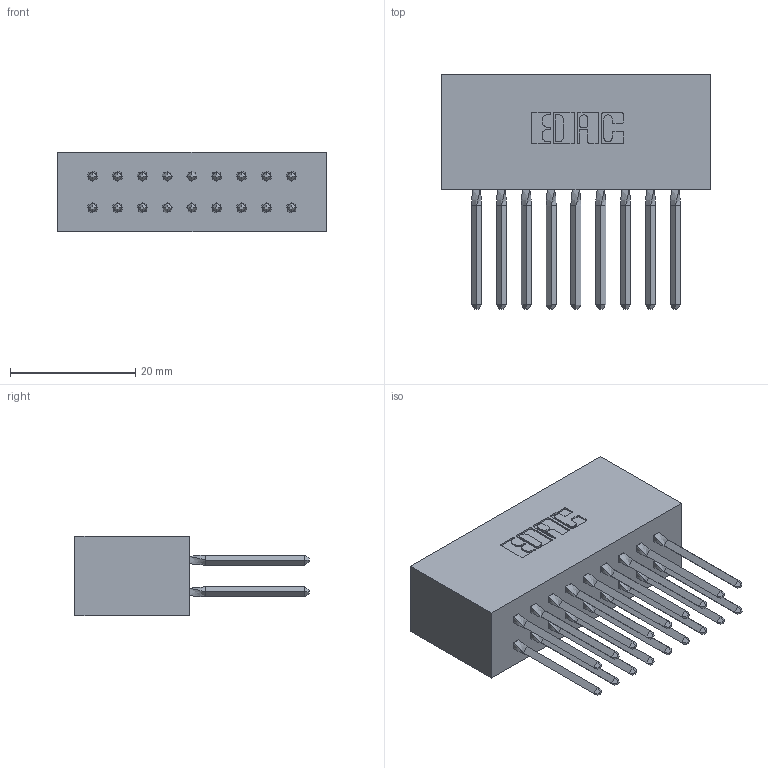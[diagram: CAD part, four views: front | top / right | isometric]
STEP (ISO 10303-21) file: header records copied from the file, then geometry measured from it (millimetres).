
FILE_DESCRIPTION (( 'STEP AP203' ), '1' );
FILE_NAME ('317-018-540-801.STEP', '2020-02-27T15:58:29', ( '' ), ( '' ), 'SwSTEP 2.0', 'SolidWorks 2016', '' );
FILE_SCHEMA (( 'CONFIG_CONTROL_DESIGN' ));
Length unit declared in the file: inch
Products named in the file (3): 317-018-540-801; 317 Part_Lugless; 317-290-001_540
Assembly tree (19 placements, depth 2):
  317-018-540-801
    317 Part_Lugless
    317-290-001_540  x18
Bounding box: 42.88 x 37.34 x 12.7 mm (x, y, z)
Volume: 7873.6 mm3; surface area: 10749 mm2
Topology: 19 solids, 19 shells, 1692 faces, 4685 edges, 3020 vertices
Faces by surface type: plane 1364, cylinder 256, bspline 72
Entity records: 17204 total; most frequent: CARTESIAN_POINT 3411, ORIENTED_EDGE 2910, DIRECTION 2425, EDGE_CURVE 1455, VECTOR 1207, LINE 1207, VERTEX_POINT 963, AXIS2_PLACEMENT_3D 609
